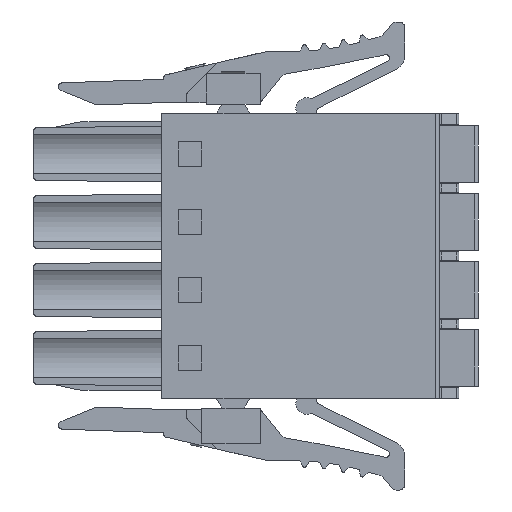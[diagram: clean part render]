
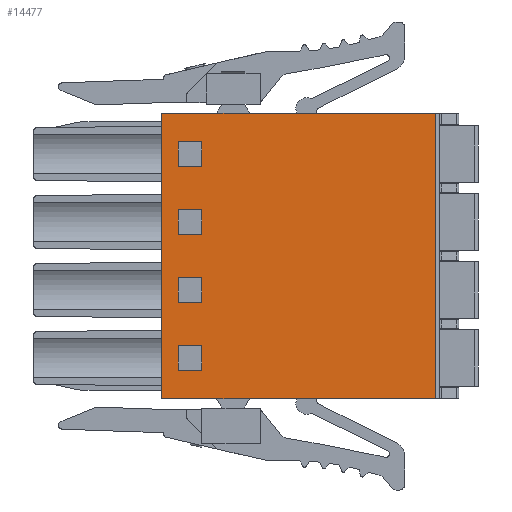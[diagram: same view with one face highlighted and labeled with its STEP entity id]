
A CAD part, front view. The second image highlights one B-rep face of the part: STEP entity #14477.
In plain terms, the highlighted planar face has unit normal (0, -1, 0).
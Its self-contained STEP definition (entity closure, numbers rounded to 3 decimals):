
#674=DIRECTION('',(0.,0.,1.));
#675=VECTOR('',#674,14.7);
#676=CARTESIAN_POINT('',(34.056,16.588,8.575));
#677=LINE('',#676,#675);
#687=DIRECTION('',(1.,0.,0.));
#688=VECTOR('',#687,14.1);
#689=CARTESIAN_POINT('',(19.956,16.588,8.575));
#690=LINE('',#689,#688);
#2758=DIRECTION('',(0.,0.,-1.));
#2759=VECTOR('',#2758,1.25);
#2760=CARTESIAN_POINT('',(20.806,16.588,21.8));
#2761=LINE('',#2760,#2759);
#2762=DIRECTION('',(1.,0.,0.));
#2763=VECTOR('',#2762,1.2);
#2764=CARTESIAN_POINT('',(20.806,16.588,20.55));
#2765=LINE('',#2764,#2763);
#2766=DIRECTION('',(0.,0.,1.));
#2767=VECTOR('',#2766,1.25);
#2768=CARTESIAN_POINT('',(22.006,16.588,20.55));
#2769=LINE('',#2768,#2767);
#2770=DIRECTION('',(-1.,0.,0.));
#2771=VECTOR('',#2770,1.2);
#2772=CARTESIAN_POINT('',(22.006,16.588,21.8));
#2773=LINE('',#2772,#2771);
#2774=DIRECTION('',(0.,0.,-1.));
#2775=VECTOR('',#2774,1.25);
#2776=CARTESIAN_POINT('',(20.806,16.588,14.8));
#2777=LINE('',#2776,#2775);
#2778=DIRECTION('',(1.,0.,0.));
#2779=VECTOR('',#2778,1.2);
#2780=CARTESIAN_POINT('',(20.806,16.588,13.55));
#2781=LINE('',#2780,#2779);
#2782=DIRECTION('',(0.,0.,1.));
#2783=VECTOR('',#2782,1.25);
#2784=CARTESIAN_POINT('',(22.006,16.588,13.55));
#2785=LINE('',#2784,#2783);
#2786=DIRECTION('',(-1.,0.,0.));
#2787=VECTOR('',#2786,1.2);
#2788=CARTESIAN_POINT('',(22.006,16.588,14.8));
#2789=LINE('',#2788,#2787);
#2790=DIRECTION('',(0.,0.,-1.));
#2791=VECTOR('',#2790,1.25);
#2792=CARTESIAN_POINT('',(20.806,16.588,18.3));
#2793=LINE('',#2792,#2791);
#2794=DIRECTION('',(1.,0.,0.));
#2795=VECTOR('',#2794,1.2);
#2796=CARTESIAN_POINT('',(20.806,16.588,17.05));
#2797=LINE('',#2796,#2795);
#2798=DIRECTION('',(0.,0.,1.));
#2799=VECTOR('',#2798,1.25);
#2800=CARTESIAN_POINT('',(22.006,16.588,17.05));
#2801=LINE('',#2800,#2799);
#2802=DIRECTION('',(-1.,0.,0.));
#2803=VECTOR('',#2802,1.2);
#2804=CARTESIAN_POINT('',(22.006,16.588,18.3));
#2805=LINE('',#2804,#2803);
#2806=DIRECTION('',(1.,0.,0.));
#2807=VECTOR('',#2806,14.1);
#2808=CARTESIAN_POINT('',(19.956,16.588,23.275));
#2809=LINE('',#2808,#2807);
#2850=DIRECTION('',(0.,0.,1.));
#2851=VECTOR('',#2850,1.25);
#2852=CARTESIAN_POINT('',(20.806,16.588,10.05));
#2853=LINE('',#2852,#2851);
#2862=DIRECTION('',(1.,0.,0.));
#2863=VECTOR('',#2862,1.2);
#2864=CARTESIAN_POINT('',(20.806,16.588,11.3));
#2865=LINE('',#2864,#2863);
#2874=DIRECTION('',(0.,0.,-1.));
#2875=VECTOR('',#2874,1.25);
#2876=CARTESIAN_POINT('',(22.006,16.588,11.3));
#2877=LINE('',#2876,#2875);
#2886=DIRECTION('',(-1.,0.,0.));
#2887=VECTOR('',#2886,1.2);
#2888=CARTESIAN_POINT('',(22.006,16.588,10.05));
#2889=LINE('',#2888,#2887);
#2966=DIRECTION('',(0.,0.,-1.));
#2967=VECTOR('',#2966,14.7);
#2968=CARTESIAN_POINT('',(19.956,16.588,23.275));
#2969=LINE('',#2968,#2967);
#8601=CARTESIAN_POINT('',(19.956,16.588,23.275));
#8602=CARTESIAN_POINT('',(19.956,16.588,8.575));
#8603=VERTEX_POINT('',#8601);
#8604=VERTEX_POINT('',#8602);
#8605=CARTESIAN_POINT('',(34.056,16.588,23.275));
#8606=VERTEX_POINT('',#8605);
#8607=CARTESIAN_POINT('',(34.056,16.588,8.575));
#8608=VERTEX_POINT('',#8607);
#8609=CARTESIAN_POINT('',(20.806,16.588,18.3));
#8610=CARTESIAN_POINT('',(20.806,16.588,17.05));
#8611=VERTEX_POINT('',#8609);
#8612=VERTEX_POINT('',#8610);
#8613=CARTESIAN_POINT('',(22.006,16.588,17.05));
#8614=VERTEX_POINT('',#8613);
#8615=CARTESIAN_POINT('',(22.006,16.588,18.3));
#8616=VERTEX_POINT('',#8615);
#8617=CARTESIAN_POINT('',(20.806,16.588,14.8));
#8618=CARTESIAN_POINT('',(20.806,16.588,13.55));
#8619=VERTEX_POINT('',#8617);
#8620=VERTEX_POINT('',#8618);
#8621=CARTESIAN_POINT('',(22.006,16.588,13.55));
#8622=VERTEX_POINT('',#8621);
#8623=CARTESIAN_POINT('',(22.006,16.588,14.8));
#8624=VERTEX_POINT('',#8623);
#8625=CARTESIAN_POINT('',(20.806,16.588,10.05));
#8626=CARTESIAN_POINT('',(20.806,16.588,11.3));
#8627=VERTEX_POINT('',#8625);
#8628=VERTEX_POINT('',#8626);
#8629=CARTESIAN_POINT('',(22.006,16.588,10.05));
#8630=VERTEX_POINT('',#8629);
#8631=CARTESIAN_POINT('',(22.006,16.588,11.3));
#8632=VERTEX_POINT('',#8631);
#8633=CARTESIAN_POINT('',(20.806,16.588,21.8));
#8634=CARTESIAN_POINT('',(20.806,16.588,20.55));
#8635=VERTEX_POINT('',#8633);
#8636=VERTEX_POINT('',#8634);
#8637=CARTESIAN_POINT('',(22.006,16.588,20.55));
#8638=VERTEX_POINT('',#8637);
#8639=CARTESIAN_POINT('',(22.006,16.588,21.8));
#8640=VERTEX_POINT('',#8639);
#14425=CARTESIAN_POINT('',(39.956,16.588,1.566));
#14426=DIRECTION('',(0.,1.,0.));
#14427=DIRECTION('',(0.,0.,1.));
#14428=AXIS2_PLACEMENT_3D('',#14425,#14426,#14427);
#14429=PLANE('',#14428);
#14430=ORIENTED_EDGE('',*,*,#11706,.F.);
#14431=ORIENTED_EDGE('',*,*,#11726,.F.);
#14433=ORIENTED_EDGE('',*,*,#14432,.F.);
#14434=ORIENTED_EDGE('',*,*,#12366,.T.);
#14435=EDGE_LOOP('',(#14430,#14431,#14433,#14434));
#14436=FACE_OUTER_BOUND('',#14435,.F.);
#14438=ORIENTED_EDGE('',*,*,#14437,.F.);
#14440=ORIENTED_EDGE('',*,*,#14439,.F.);
#14442=ORIENTED_EDGE('',*,*,#14441,.F.);
#14444=ORIENTED_EDGE('',*,*,#14443,.F.);
#14445=EDGE_LOOP('',(#14438,#14440,#14442,#14444));
#14446=FACE_BOUND('',#14445,.F.);
#14448=ORIENTED_EDGE('',*,*,#14447,.T.);
#14450=ORIENTED_EDGE('',*,*,#14449,.T.);
#14452=ORIENTED_EDGE('',*,*,#14451,.T.);
#14454=ORIENTED_EDGE('',*,*,#14453,.T.);
#14455=EDGE_LOOP('',(#14448,#14450,#14452,#14454));
#14456=FACE_BOUND('',#14455,.F.);
#14458=ORIENTED_EDGE('',*,*,#14457,.T.);
#14460=ORIENTED_EDGE('',*,*,#14459,.T.);
#14462=ORIENTED_EDGE('',*,*,#14461,.T.);
#14464=ORIENTED_EDGE('',*,*,#14463,.T.);
#14465=EDGE_LOOP('',(#14458,#14460,#14462,#14464));
#14466=FACE_BOUND('',#14465,.F.);
#14468=ORIENTED_EDGE('',*,*,#14467,.T.);
#14470=ORIENTED_EDGE('',*,*,#14469,.T.);
#14472=ORIENTED_EDGE('',*,*,#14471,.T.);
#14474=ORIENTED_EDGE('',*,*,#14473,.T.);
#14475=EDGE_LOOP('',(#14468,#14470,#14472,#14474));
#14476=FACE_BOUND('',#14475,.F.);
#11706=EDGE_CURVE('',#8608,#8606,#677,.T.);
#11726=EDGE_CURVE('',#8604,#8608,#690,.T.);
#12366=EDGE_CURVE('',#8603,#8606,#2809,.T.);
#14432=EDGE_CURVE('',#8603,#8604,#2969,.T.);
#14437=EDGE_CURVE('',#8627,#8628,#2853,.T.);
#14439=EDGE_CURVE('',#8630,#8627,#2889,.T.);
#14441=EDGE_CURVE('',#8632,#8630,#2877,.T.);
#14443=EDGE_CURVE('',#8628,#8632,#2865,.T.);
#14447=EDGE_CURVE('',#8619,#8620,#2777,.T.);
#14449=EDGE_CURVE('',#8620,#8622,#2781,.T.);
#14451=EDGE_CURVE('',#8622,#8624,#2785,.T.);
#14453=EDGE_CURVE('',#8624,#8619,#2789,.T.);
#14457=EDGE_CURVE('',#8611,#8612,#2793,.T.);
#14459=EDGE_CURVE('',#8612,#8614,#2797,.T.);
#14461=EDGE_CURVE('',#8614,#8616,#2801,.T.);
#14463=EDGE_CURVE('',#8616,#8611,#2805,.T.);
#14467=EDGE_CURVE('',#8635,#8636,#2761,.T.);
#14469=EDGE_CURVE('',#8636,#8638,#2765,.T.);
#14471=EDGE_CURVE('',#8638,#8640,#2769,.T.);
#14473=EDGE_CURVE('',#8640,#8635,#2773,.T.);
#14477=ADVANCED_FACE('',(#14436,#14446,#14456,#14466,#14476),#14429,.F.);
